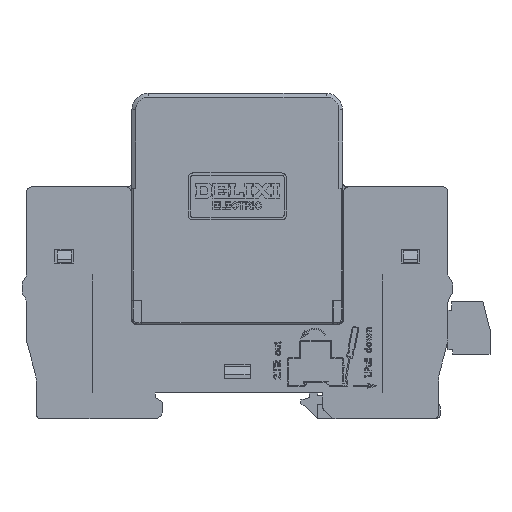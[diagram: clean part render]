
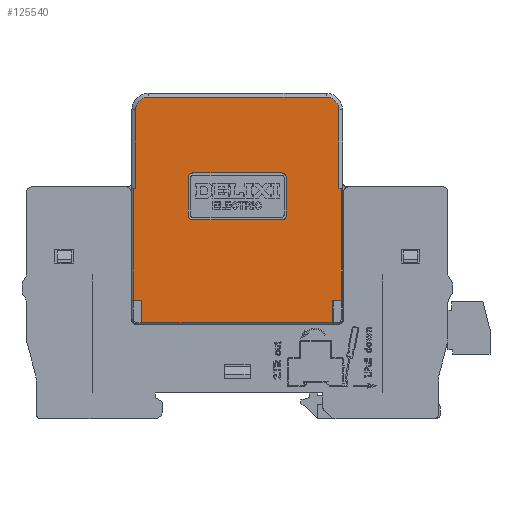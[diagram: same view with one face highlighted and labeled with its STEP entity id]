
A CAD part, front view. The second image highlights one B-rep face of the part: STEP entity #125540.
In plain terms, the highlighted planar face has unit normal (0, -1, 0).
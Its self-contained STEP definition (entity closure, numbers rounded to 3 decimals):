
#21806=DIRECTION('',(1.,0.,0.));
#21807=VECTOR('',#21806,40.8);
#21808=CARTESIAN_POINT('',(24.6,-35.4,15.));
#21809=LINE('',#21808,#21807);
#21836=CARTESIAN_POINT('',(35.5,-35.4,38.));
#21837=DIRECTION('',(0.,-1.,0.));
#21838=DIRECTION('',(-1.,0.,0.));
#21839=AXIS2_PLACEMENT_3D('',#21836,#21837,#21838);
#21841=CARTESIAN_POINT('',(54.5,-35.4,38.));
#21842=DIRECTION('',(0.,-1.,0.));
#21843=DIRECTION('',(0.,0.,-1.));
#21844=AXIS2_PLACEMENT_3D('',#21841,#21842,#21843);
#21846=DIRECTION('',(0.,0.,1.));
#21847=VECTOR('',#21846,8.);
#21848=CARTESIAN_POINT('',(55.5,-35.4,38.));
#21849=LINE('',#21848,#21847);
#21850=CARTESIAN_POINT('',(54.5,-35.4,46.));
#21851=DIRECTION('',(0.,-1.,0.));
#21852=DIRECTION('',(1.,0.,0.));
#21853=AXIS2_PLACEMENT_3D('',#21850,#21851,#21852);
#21855=DIRECTION('',(-1.,0.,0.));
#21856=VECTOR('',#21855,19.);
#21857=CARTESIAN_POINT('',(54.5,-35.4,47.));
#21858=LINE('',#21857,#21856);
#21859=CARTESIAN_POINT('',(35.5,-35.4,46.));
#21860=DIRECTION('',(0.,-1.,0.));
#21861=DIRECTION('',(0.,0.,1.));
#21862=AXIS2_PLACEMENT_3D('',#21859,#21860,#21861);
#21877=DIRECTION('',(0.,0.,1.));
#21878=VECTOR('',#21877,4.8);
#21879=CARTESIAN_POINT('',(24.6,-35.4,15.));
#21880=LINE('',#21879,#21878);
#21881=DIRECTION('',(1.,0.,0.));
#21882=VECTOR('',#21881,1.8);
#21883=CARTESIAN_POINT('',(22.8,-35.4,19.8));
#21884=LINE('',#21883,#21882);
#21885=DIRECTION('',(0.,0.,1.));
#21886=VECTOR('',#21885,16.8);
#21887=CARTESIAN_POINT('',(23.3,-35.4,43.7));
#21888=LINE('',#21887,#21886);
#21889=CARTESIAN_POINT('',(26.,-35.4,60.5));
#21890=DIRECTION('',(0.,1.,0.));
#21891=DIRECTION('',(-1.,0.,0.));
#21892=AXIS2_PLACEMENT_3D('',#21889,#21890,#21891);
#21894=DIRECTION('',(1.,0.,0.));
#21895=VECTOR('',#21894,38.);
#21896=CARTESIAN_POINT('',(26.,-35.4,63.2));
#21897=LINE('',#21896,#21895);
#21898=CARTESIAN_POINT('',(64.,-35.4,60.5));
#21899=DIRECTION('',(0.,1.,0.));
#21900=DIRECTION('',(0.,0.,1.));
#21901=AXIS2_PLACEMENT_3D('',#21898,#21899,#21900);
#21903=DIRECTION('',(0.,0.,-1.));
#21904=VECTOR('',#21903,16.8);
#21905=CARTESIAN_POINT('',(66.7,-35.4,60.5));
#21906=LINE('',#21905,#21904);
#21907=DIRECTION('',(1.,0.,0.));
#21908=VECTOR('',#21907,0.5);
#21909=CARTESIAN_POINT('',(66.7,-35.4,43.7));
#21910=LINE('',#21909,#21908);
#21911=DIRECTION('',(-1.,0.,0.));
#21912=VECTOR('',#21911,1.8);
#21913=CARTESIAN_POINT('',(67.2,-35.4,19.8));
#21914=LINE('',#21913,#21912);
#21915=DIRECTION('',(0.,0.,1.));
#21916=VECTOR('',#21915,4.8);
#21917=CARTESIAN_POINT('',(65.4,-35.4,15.));
#21918=LINE('',#21917,#21916);
#21932=DIRECTION('',(0.,0.,1.));
#21933=VECTOR('',#21932,8.);
#21934=CARTESIAN_POINT('',(34.5,-35.4,38.));
#21935=LINE('',#21934,#21933);
#21968=DIRECTION('',(-1.,0.,0.));
#21969=VECTOR('',#21968,19.);
#21970=CARTESIAN_POINT('',(54.5,-35.4,37.));
#21971=LINE('',#21970,#21969);
#25776=DIRECTION('',(0.,0.,-1.));
#25777=VECTOR('',#25776,23.9);
#25778=CARTESIAN_POINT('',(22.8,-35.4,43.7));
#25779=LINE('',#25778,#25777);
#25792=DIRECTION('',(-1.,0.,0.));
#25793=VECTOR('',#25792,0.5);
#25794=CARTESIAN_POINT('',(23.3,-35.4,43.7));
#25795=LINE('',#25794,#25793);
#37674=DIRECTION('',(0.,0.,1.));
#37675=VECTOR('',#37674,23.9);
#37676=CARTESIAN_POINT('',(67.2,-35.4,19.8));
#37677=LINE('',#37676,#37675);
#88323=CARTESIAN_POINT('',(22.8,-35.4,43.7));
#88324=VERTEX_POINT('',#88323);
#88331=CARTESIAN_POINT('',(23.3,-35.4,43.7));
#88332=VERTEX_POINT('',#88331);
#88333=CARTESIAN_POINT('',(23.3,-35.4,60.5));
#88334=VERTEX_POINT('',#88333);
#88335=CARTESIAN_POINT('',(26.,-35.4,63.2));
#88336=VERTEX_POINT('',#88335);
#88337=CARTESIAN_POINT('',(64.,-35.4,63.2));
#88338=VERTEX_POINT('',#88337);
#88339=CARTESIAN_POINT('',(66.7,-35.4,60.5));
#88340=VERTEX_POINT('',#88339);
#88341=CARTESIAN_POINT('',(66.7,-35.4,43.7));
#88342=VERTEX_POINT('',#88341);
#88343=CARTESIAN_POINT('',(67.2,-35.4,43.7));
#88344=VERTEX_POINT('',#88343);
#88345=CARTESIAN_POINT('',(34.5,-35.4,38.));
#88346=CARTESIAN_POINT('',(34.5,-35.4,46.));
#88347=VERTEX_POINT('',#88345);
#88348=VERTEX_POINT('',#88346);
#88349=CARTESIAN_POINT('',(35.5,-35.4,37.));
#88350=VERTEX_POINT('',#88349);
#88351=CARTESIAN_POINT('',(54.5,-35.4,37.));
#88352=VERTEX_POINT('',#88351);
#88353=CARTESIAN_POINT('',(55.5,-35.4,38.));
#88354=VERTEX_POINT('',#88353);
#88355=CARTESIAN_POINT('',(55.5,-35.4,46.));
#88356=VERTEX_POINT('',#88355);
#88357=CARTESIAN_POINT('',(54.5,-35.4,47.));
#88358=VERTEX_POINT('',#88357);
#88359=CARTESIAN_POINT('',(35.5,-35.4,47.));
#88360=VERTEX_POINT('',#88359);
#98853=CARTESIAN_POINT('',(22.8,-35.4,19.8));
#98854=VERTEX_POINT('',#98853);
#98859=CARTESIAN_POINT('',(24.6,-35.4,15.));
#98860=CARTESIAN_POINT('',(24.6,-35.4,19.8));
#98861=VERTEX_POINT('',#98859);
#98862=VERTEX_POINT('',#98860);
#98869=CARTESIAN_POINT('',(67.2,-35.4,19.8));
#98870=CARTESIAN_POINT('',(65.4,-35.4,19.8));
#98871=VERTEX_POINT('',#98869);
#98872=VERTEX_POINT('',#98870);
#98873=CARTESIAN_POINT('',(65.4,-35.4,15.));
#98874=VERTEX_POINT('',#98873);
#125488=CARTESIAN_POINT('',(22.5,-35.4,14.7));
#125489=DIRECTION('',(0.,-1.,0.));
#125490=DIRECTION('',(0.,0.,-1.));
#125491=AXIS2_PLACEMENT_3D('',#125488,#125489,#125490);
#125492=PLANE('',#125491);
#125494=ORIENTED_EDGE('',*,*,#125493,.T.);
#125496=ORIENTED_EDGE('',*,*,#125495,.F.);
#125498=ORIENTED_EDGE('',*,*,#125497,.F.);
#125500=ORIENTED_EDGE('',*,*,#125499,.F.);
#125502=ORIENTED_EDGE('',*,*,#125501,.T.);
#125504=ORIENTED_EDGE('',*,*,#125503,.T.);
#125506=ORIENTED_EDGE('',*,*,#125505,.T.);
#125508=ORIENTED_EDGE('',*,*,#125507,.T.);
#125510=ORIENTED_EDGE('',*,*,#125509,.T.);
#125512=ORIENTED_EDGE('',*,*,#125511,.T.);
#125514=ORIENTED_EDGE('',*,*,#125513,.F.);
#125516=ORIENTED_EDGE('',*,*,#125515,.T.);
#125518=ORIENTED_EDGE('',*,*,#125517,.F.);
#125519=ORIENTED_EDGE('',*,*,#125433,.F.);
#125520=EDGE_LOOP('',(#125494,#125496,#125498,#125500,#125502,#125504,#125506,
#125508,#125510,#125512,#125514,#125516,#125518,#125519));
#125521=FACE_OUTER_BOUND('',#125520,.F.);
#125523=ORIENTED_EDGE('',*,*,#125522,.F.);
#125525=ORIENTED_EDGE('',*,*,#125524,.T.);
#125527=ORIENTED_EDGE('',*,*,#125526,.F.);
#125529=ORIENTED_EDGE('',*,*,#125528,.T.);
#125531=ORIENTED_EDGE('',*,*,#125530,.T.);
#125533=ORIENTED_EDGE('',*,*,#125532,.T.);
#125535=ORIENTED_EDGE('',*,*,#125534,.T.);
#125537=ORIENTED_EDGE('',*,*,#125536,.T.);
#125538=EDGE_LOOP('',(#125523,#125525,#125527,#125529,#125531,#125533,#125535,
#125537));
#125539=FACE_BOUND('',#125538,.F.);
#125540=ADVANCED_FACE('',(#125521,#125539),#125492,.T.);
#21840=CIRCLE('',#21839,1.);
#21845=CIRCLE('',#21844,1.);
#21854=CIRCLE('',#21853,1.);
#21863=CIRCLE('',#21862,1.);
#21893=CIRCLE('',#21892,2.7);
#21902=CIRCLE('',#21901,2.7);
#125433=EDGE_CURVE('',#98861,#98874,#21809,.T.);
#125493=EDGE_CURVE('',#98861,#98862,#21880,.T.);
#125495=EDGE_CURVE('',#98854,#98862,#21884,.T.);
#125497=EDGE_CURVE('',#88324,#98854,#25779,.T.);
#125499=EDGE_CURVE('',#88332,#88324,#25795,.T.);
#125501=EDGE_CURVE('',#88332,#88334,#21888,.T.);
#125503=EDGE_CURVE('',#88334,#88336,#21893,.T.);
#125505=EDGE_CURVE('',#88336,#88338,#21897,.T.);
#125507=EDGE_CURVE('',#88338,#88340,#21902,.T.);
#125509=EDGE_CURVE('',#88340,#88342,#21906,.T.);
#125511=EDGE_CURVE('',#88342,#88344,#21910,.T.);
#125513=EDGE_CURVE('',#98871,#88344,#37677,.T.);
#125515=EDGE_CURVE('',#98871,#98872,#21914,.T.);
#125517=EDGE_CURVE('',#98874,#98872,#21918,.T.);
#125522=EDGE_CURVE('',#88347,#88348,#21935,.T.);
#125524=EDGE_CURVE('',#88347,#88350,#21840,.T.);
#125526=EDGE_CURVE('',#88352,#88350,#21971,.T.);
#125528=EDGE_CURVE('',#88352,#88354,#21845,.T.);
#125530=EDGE_CURVE('',#88354,#88356,#21849,.T.);
#125532=EDGE_CURVE('',#88356,#88358,#21854,.T.);
#125534=EDGE_CURVE('',#88358,#88360,#21858,.T.);
#125536=EDGE_CURVE('',#88360,#88348,#21863,.T.);
